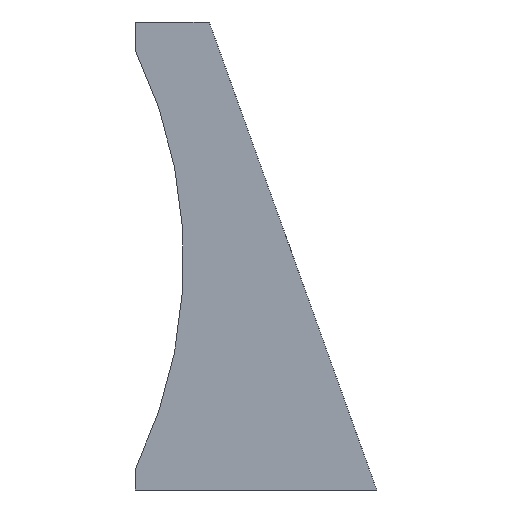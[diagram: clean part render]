
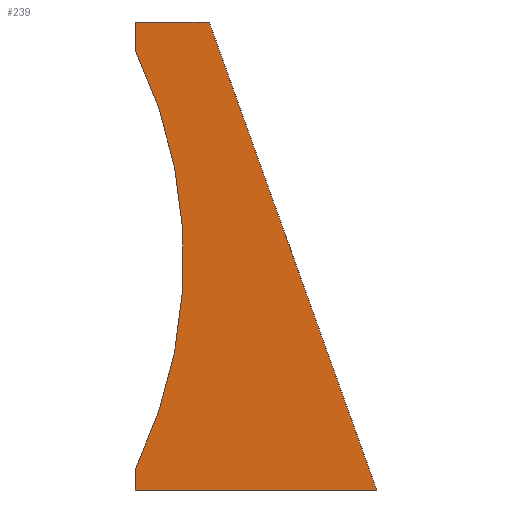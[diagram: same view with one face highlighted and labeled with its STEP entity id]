
A CAD part, front view. The second image highlights one B-rep face of the part: STEP entity #239.
In plain terms, the highlighted planar face has unit normal (0, -1, 0).
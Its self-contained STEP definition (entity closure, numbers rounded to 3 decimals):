
#26=PLANE('',#260);
#38=FACE_OUTER_BOUND('',#54,.T.);
#54=EDGE_LOOP('',(#186,#187,#188,#189,#190,#191));
#71=CIRCLE('',#256,76.589);
#82=LINE('',#373,#102);
#86=LINE('',#381,#106);
#90=LINE('',#387,#110);
#91=LINE('',#390,#111);
#92=LINE('',#391,#112);
#102=VECTOR('',#295,10.);
#106=VECTOR('',#301,10.);
#110=VECTOR('',#307,10.);
#111=VECTOR('',#310,10.);
#112=VECTOR('',#311,10.);
#121=VERTEX_POINT('',#363);
#123=VERTEX_POINT('',#367);
#124=VERTEX_POINT('',#371);
#125=VERTEX_POINT('',#372);
#128=VERTEX_POINT('',#380);
#130=VERTEX_POINT('',#389);
#143=EDGE_CURVE('',#121,#123,#71,.T.);
#144=EDGE_CURVE('',#124,#125,#82,.T.);
#148=EDGE_CURVE('',#121,#128,#86,.T.);
#152=EDGE_CURVE('',#128,#125,#90,.T.);
#153=EDGE_CURVE('',#130,#123,#91,.T.);
#154=EDGE_CURVE('',#124,#130,#92,.T.);
#186=ORIENTED_EDGE('',*,*,#143,.T.);
#187=ORIENTED_EDGE('',*,*,#153,.F.);
#188=ORIENTED_EDGE('',*,*,#154,.F.);
#189=ORIENTED_EDGE('',*,*,#144,.T.);
#190=ORIENTED_EDGE('',*,*,#152,.F.);
#191=ORIENTED_EDGE('',*,*,#148,.F.);
#239=ADVANCED_FACE('',(#38),#26,.F.);
#256=AXIS2_PLACEMENT_3D('',#369,#291,#292);
#260=AXIS2_PLACEMENT_3D('',#388,#308,#309);
#291=DIRECTION('center_axis',(0.,1.,0.));
#292=DIRECTION('ref_axis',(1.,0.,0.));
#295=DIRECTION('',(-0.337,0.,0.941));
#301=DIRECTION('',(0.,0.,1.));
#307=DIRECTION('',(1.,0.,0.));
#308=DIRECTION('center_axis',(0.,1.,0.));
#309=DIRECTION('ref_axis',(1.,0.,0.));
#310=DIRECTION('',(0.,0.,1.));
#311=DIRECTION('',(-1.,0.,0.));
#363=CARTESIAN_POINT('',(-8.7,0.,70.467));
#367=CARTESIAN_POINT('',(-8.7,0.,3.345));
#369=CARTESIAN_POINT('Origin',(-77.545,0.,36.906));
#371=CARTESIAN_POINT('',(30.,0.,0.));
#372=CARTESIAN_POINT('',(3.15,0.,75.));
#373=CARTESIAN_POINT('',(22.951,0.,19.69));
#380=CARTESIAN_POINT('',(-8.7,0.,75.));
#381=CARTESIAN_POINT('',(-8.7,0.,60.));
#387=CARTESIAN_POINT('',(-8.7,0.,75.));
#388=CARTESIAN_POINT('Origin',(10.65,0.,37.5));
#389=CARTESIAN_POINT('',(-8.7,0.,0.));
#390=CARTESIAN_POINT('',(-8.7,0.,0.));
#391=CARTESIAN_POINT('',(30.,0.,0.));
